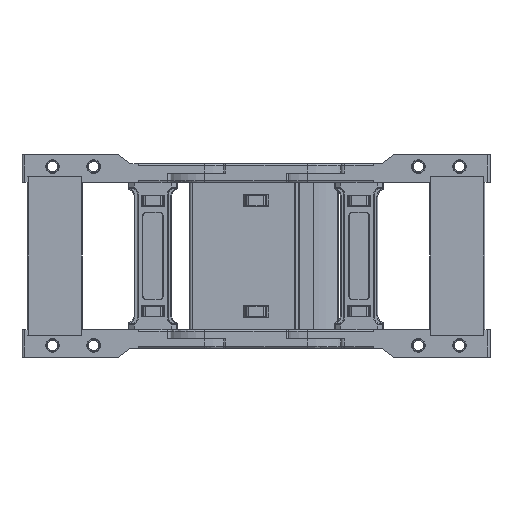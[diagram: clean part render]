
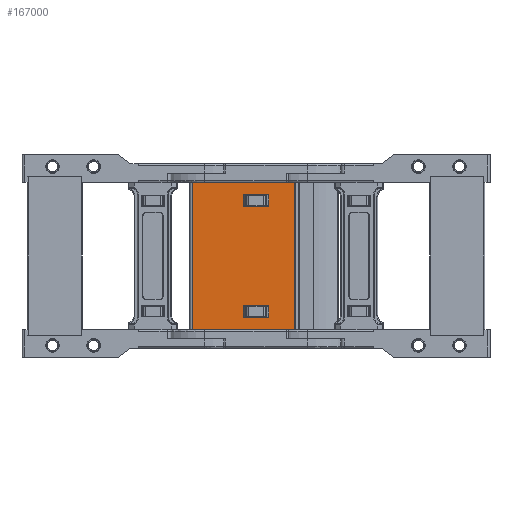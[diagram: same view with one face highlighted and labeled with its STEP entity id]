
A CAD part, front view. The second image highlights one B-rep face of the part: STEP entity #167000.
In plain terms, the highlighted planar face has unit normal (0, -1, 0).
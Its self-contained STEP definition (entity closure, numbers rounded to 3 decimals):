
#268 = DIRECTION ( 'NONE',  ( -1., 0., 0. ) ) ;
#2009 = ORIENTED_EDGE ( 'NONE', *, *, #154768, .T. ) ;
#7545 = VECTOR ( 'NONE', #93665, 1000. ) ;
#7607 = LINE ( 'NONE', #116232, #110239 ) ;
#8364 = EDGE_CURVE ( 'NONE', #179245, #163726, #51443, .T. ) ;
#11983 = VERTEX_POINT ( 'NONE', #46939 ) ;
#13092 = CARTESIAN_POINT ( 'NONE',  ( -43.943, 70.399, 48.434 ) ) ;
#14918 = CARTESIAN_POINT ( 'NONE',  ( -12.723, 70.399, 48.434 ) ) ;
#17431 = CARTESIAN_POINT ( 'NONE',  ( -26.943, 70.399, -19.116 ) ) ;
#18930 = CARTESIAN_POINT ( 'NONE',  ( -43.943, 70.399, 8.434 ) ) ;
#20712 = CARTESIAN_POINT ( 'NONE',  ( -12.723, 70.399, -32.166 ) ) ;
#20839 = CARTESIAN_POINT ( 'NONE',  ( -26.943, 70.399, -19.116 ) ) ;
#23995 = DIRECTION ( 'NONE',  ( 0., 0., -1. ) ) ;
#24311 = VERTEX_POINT ( 'NONE', #165633 ) ;
#27215 = CARTESIAN_POINT ( 'NONE',  ( -26.943, 70.399, 41.684 ) ) ;
#29065 = VERTEX_POINT ( 'NONE', #38074 ) ;
#29134 = ORIENTED_EDGE ( 'NONE', *, *, #30441, .T. ) ;
#30441 = EDGE_CURVE ( 'NONE', #29065, #176073, #107646, .T. ) ;
#32790 = EDGE_CURVE ( 'NONE', #68558, #163726, #54592, .T. ) ;
#32837 = VECTOR ( 'NONE', #23995, 1000. ) ;
#34734 = PLANE ( 'NONE',  #153802 ) ;
#35472 = EDGE_CURVE ( 'NONE', #141118, #81512, #167146, .T. ) ;
#37361 = CARTESIAN_POINT ( 'NONE',  ( -68.923, 70.399, 48.434 ) ) ;
#37988 = DIRECTION ( 'NONE',  ( 0., 0., -1. ) ) ;
#38074 = CARTESIAN_POINT ( 'NONE',  ( -40.943, 70.399, 41.684 ) ) ;
#41776 = LINE ( 'NONE', #123051, #155201 ) ;
#42223 = DIRECTION ( 'NONE',  ( 0., 0., -1. ) ) ;
#42847 = CARTESIAN_POINT ( 'NONE',  ( -68.923, 70.399, 90.053 ) ) ;
#43082 = DIRECTION ( 'NONE',  ( 0., 0., 1. ) ) ;
#44648 = CARTESIAN_POINT ( 'NONE',  ( -43.943, 70.399, -32.166 ) ) ;
#44823 = EDGE_LOOP ( 'NONE', ( #2009, #116928, #29134, #103634 ) ) ;
#46939 = CARTESIAN_POINT ( 'NONE',  ( -40.943, 70.399, 35.384 ) ) ;
#47662 = ORIENTED_EDGE ( 'NONE', *, *, #102903, .F. ) ;
#51443 = LINE ( 'NONE', #42847, #140952 ) ;
#53336 = EDGE_CURVE ( 'NONE', #11983, #29065, #7607, .T. ) ;
#54592 = LINE ( 'NONE', #44648, #137567 ) ;
#55439 = VECTOR ( 'NONE', #164991, 1000. ) ;
#59829 = VERTEX_POINT ( 'NONE', #14918 ) ;
#61142 = CARTESIAN_POINT ( 'NONE',  ( -40.943, 70.399, 35.384 ) ) ;
#62968 = CARTESIAN_POINT ( 'NONE',  ( -40.943, 70.399, -25.416 ) ) ;
#64786 = ORIENTED_EDGE ( 'NONE', *, *, #32790, .F. ) ;
#64790 = CARTESIAN_POINT ( 'NONE',  ( -26.943, 70.399, 35.384 ) ) ;
#65522 = VERTEX_POINT ( 'NONE', #93802 ) ;
#68558 = VERTEX_POINT ( 'NONE', #20712 ) ;
#74801 = VECTOR ( 'NONE', #92984, 1000. ) ;
#81512 = VERTEX_POINT ( 'NONE', #20839 ) ;
#83697 = FACE_BOUND ( 'NONE', #44823, .T. ) ;
#83826 = LINE ( 'NONE', #163258, #7545 ) ;
#85115 = CARTESIAN_POINT ( 'NONE',  ( -68.923, 70.399, -32.166 ) ) ;
#87536 = VECTOR ( 'NONE', #42223, 1000. ) ;
#90474 = EDGE_CURVE ( 'NONE', #81512, #65522, #41776, .T. ) ;
#92478 = LINE ( 'NONE', #13092, #55439 ) ;
#92984 = DIRECTION ( 'NONE',  ( 1., 0., 0. ) ) ;
#93665 = DIRECTION ( 'NONE',  ( 1., 0., 0. ) ) ;
#93802 = CARTESIAN_POINT ( 'NONE',  ( -40.943, 70.399, -19.116 ) ) ;
#95902 = CARTESIAN_POINT ( 'NONE',  ( -26.943, 70.399, -25.416 ) ) ;
#97695 = EDGE_CURVE ( 'NONE', #109643, #141118, #83826, .T. ) ;
#100740 = ORIENTED_EDGE ( 'NONE', *, *, #35472, .F. ) ;
#100983 = LINE ( 'NONE', #61142, #151237 ) ;
#102186 = DIRECTION ( 'NONE',  ( 0., 0., 1. ) ) ;
#102903 = EDGE_CURVE ( 'NONE', #65522, #109643, #119710, .T. ) ;
#103634 = ORIENTED_EDGE ( 'NONE', *, *, #138435, .T. ) ;
#104895 = DIRECTION ( 'NONE',  ( 0., 0., -1. ) ) ;
#106469 = CARTESIAN_POINT ( 'NONE',  ( -40.943, 70.399, 41.684 ) ) ;
#107646 = LINE ( 'NONE', #106469, #74801 ) ;
#109643 = VERTEX_POINT ( 'NONE', #62968 ) ;
#109841 = FACE_BOUND ( 'NONE', #117199, .T. ) ;
#110239 = VECTOR ( 'NONE', #102186, 1000. ) ;
#111027 = VECTOR ( 'NONE', #37988, 1000. ) ;
#111496 = LINE ( 'NONE', #64790, #32837 ) ;
#114248 = DIRECTION ( 'NONE',  ( 0., 0., -1. ) ) ;
#115667 = EDGE_CURVE ( 'NONE', #59829, #68558, #161774, .T. ) ;
#116232 = CARTESIAN_POINT ( 'NONE',  ( -40.943, 70.399, 35.384 ) ) ;
#116928 = ORIENTED_EDGE ( 'NONE', *, *, #53336, .T. ) ;
#117199 = EDGE_LOOP ( 'NONE', ( #180992, #100740, #117325, #47662 ) ) ;
#117325 = ORIENTED_EDGE ( 'NONE', *, *, #97695, .F. ) ;
#119710 = LINE ( 'NONE', #178270, #111027 ) ;
#123051 = CARTESIAN_POINT ( 'NONE',  ( -40.943, 70.399, -19.116 ) ) ;
#135518 = ORIENTED_EDGE ( 'NONE', *, *, #115667, .F. ) ;
#135753 = EDGE_CURVE ( 'NONE', #59829, #179245, #92478, .T. ) ;
#136214 = CARTESIAN_POINT ( 'NONE',  ( -12.723, 70.399, 90.053 ) ) ;
#136478 = DIRECTION ( 'NONE',  ( -1., 0., 0. ) ) ;
#137567 = VECTOR ( 'NONE', #268, 1000. ) ;
#138435 = EDGE_CURVE ( 'NONE', #176073, #24311, #111496, .T. ) ;
#140952 = VECTOR ( 'NONE', #114248, 1000. ) ;
#141118 = VERTEX_POINT ( 'NONE', #95902 ) ;
#142091 = ORIENTED_EDGE ( 'NONE', *, *, #8364, .T. ) ;
#144621 = DIRECTION ( 'NONE',  ( 0., 1., 0. ) ) ;
#145132 = ORIENTED_EDGE ( 'NONE', *, *, #135753, .T. ) ;
#146877 = EDGE_LOOP ( 'NONE', ( #135518, #145132, #142091, #64786 ) ) ;
#147502 = VECTOR ( 'NONE', #43082, 1000. ) ;
#151237 = VECTOR ( 'NONE', #172784, 1000. ) ;
#153802 = AXIS2_PLACEMENT_3D ( 'NONE', #18930, #144621, #104895 ) ;
#154768 = EDGE_CURVE ( 'NONE', #24311, #11983, #100983, .T. ) ;
#155201 = VECTOR ( 'NONE', #136478, 1000. ) ;
#160008 = FACE_OUTER_BOUND ( 'NONE', #146877, .T. ) ;
#161774 = LINE ( 'NONE', #136214, #87536 ) ;
#163258 = CARTESIAN_POINT ( 'NONE',  ( -40.943, 70.399, -25.416 ) ) ;
#163726 = VERTEX_POINT ( 'NONE', #85115 ) ;
#164991 = DIRECTION ( 'NONE',  ( -1., 0., 0. ) ) ;
#165633 = CARTESIAN_POINT ( 'NONE',  ( -26.943, 70.399, 35.384 ) ) ;
#167000 = ADVANCED_FACE ( 'NONE', ( #109841, #160008, #83697 ), #34734, .F. ) ;
#167146 = LINE ( 'NONE', #17431, #147502 ) ;
#172784 = DIRECTION ( 'NONE',  ( -1., 0., 0. ) ) ;
#176073 = VERTEX_POINT ( 'NONE', #27215 ) ;
#178270 = CARTESIAN_POINT ( 'NONE',  ( -40.943, 70.399, -19.116 ) ) ;
#179245 = VERTEX_POINT ( 'NONE', #37361 ) ;
#180992 = ORIENTED_EDGE ( 'NONE', *, *, #90474, .F. ) ;
